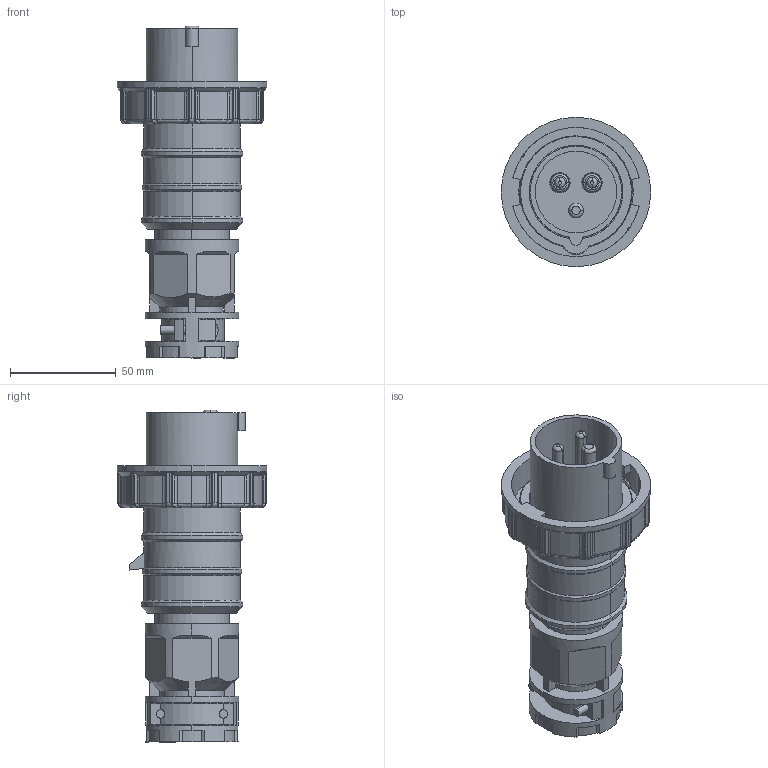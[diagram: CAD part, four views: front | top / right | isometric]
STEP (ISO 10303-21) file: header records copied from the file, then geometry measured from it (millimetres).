
FILE_DESCRIPTION (( 'STEP AP203' ), '1' );
FILE_NAME ('BRY320P6W.step', '2022-08-17T20:05:47', ( '' ), ( '' ), 'SwSTEP 2.0', 'SolidWorks 2021', '' );
FILE_SCHEMA (( 'CONFIG_CONTROL_DESIGN' ));
Length unit declared in the file: millimetre
Products named in the file (1): BRY320P6W
Bounding box: 70.5 x 70.5 x 156.65 mm (x, y, z)
Volume: 193195.2 mm3; surface area: 60663.8 mm2
Topology: 11 solids, 11 shells, 564 faces, 1493 edges, 934 vertices
Faces by surface type: cylinder 210, plane 183, bspline 87, torus 54, cone 26, sphere 4
Entity records: 24722 total; most frequent: CARTESIAN_POINT 12506, ORIENTED_EDGE 2946, DIRECTION 1867, EDGE_CURVE 1473, VERTEX_POINT 934, B_SPLINE_CURVE_WITH_KNOTS 811, AXIS2_PLACEMENT_3D 743, EDGE_LOOP 593
